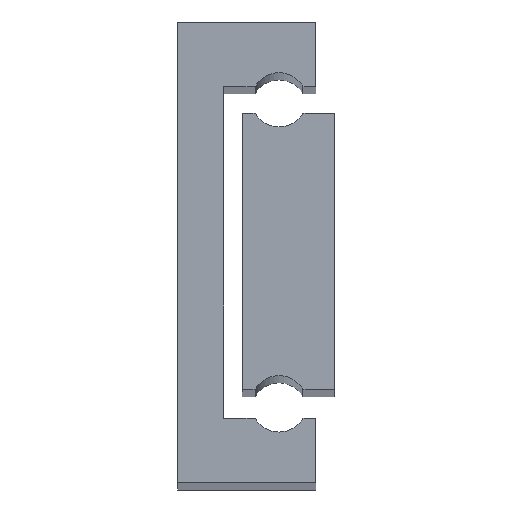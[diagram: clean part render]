
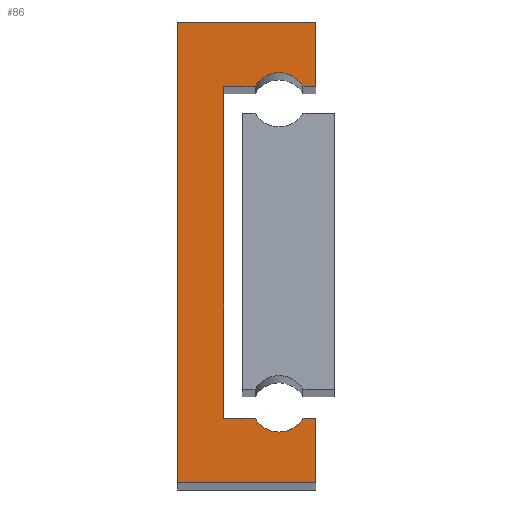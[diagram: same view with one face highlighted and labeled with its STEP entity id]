
A CAD part, top view. The second image highlights one B-rep face of the part: STEP entity #86.
In plain terms, the highlighted planar face has unit normal (0, 0, 1).
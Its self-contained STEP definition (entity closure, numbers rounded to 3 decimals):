
#14 = VECTOR ( 'NONE', #383, 1000. ) ;
#15 = CARTESIAN_POINT ( 'NONE',  ( 0., 50., 225. ) ) ;
#41 = EDGE_CURVE ( 'NONE', #217, #423, #226, .T. ) ;
#77 = VERTEX_POINT ( 'NONE', #1681 ) ;
#80 = DIRECTION ( 'NONE',  ( 0., -1., 0. ) ) ;
#81 = VERTEX_POINT ( 'NONE', #1243 ) ;
#82 = DIRECTION ( 'NONE',  ( -1., 0., 0. ) ) ;
#86 = ADVANCED_FACE ( 'NONE', ( #110 ), #1120, .F. ) ;
#89 = LINE ( 'NONE', #504, #1129 ) ;
#91 = ORIENTED_EDGE ( 'NONE', *, *, #841, .T. ) ;
#95 = VECTOR ( 'NONE', #1748, 1000. ) ;
#110 = FACE_OUTER_BOUND ( 'NONE', #1367, .T. ) ;
#144 = CARTESIAN_POINT ( 'NONE',  ( 15., 7., 225. ) ) ;
#159 = EDGE_CURVE ( 'NONE', #423, #1398, #1136, .T. ) ;
#163 = VERTEX_POINT ( 'NONE', #1666 ) ;
#188 = CARTESIAN_POINT ( 'NONE',  ( 15., 7., 225. ) ) ;
#216 = VECTOR ( 'NONE', #1291, 1000. ) ;
#217 = VERTEX_POINT ( 'NONE', #15 ) ;
#226 = LINE ( 'NONE', #793, #893 ) ;
#237 = VERTEX_POINT ( 'NONE', #144 ) ;
#250 = VECTOR ( 'NONE', #1634, 1000. ) ;
#266 = EDGE_CURVE ( 'NONE', #1315, #81, #292, .T. ) ;
#292 = LINE ( 'NONE', #1156, #802 ) ;
#299 = DIRECTION ( 'NONE',  ( 1., 0., 0. ) ) ;
#307 = CARTESIAN_POINT ( 'NONE',  ( 13.598, 7., 225. ) ) ;
#310 = CARTESIAN_POINT ( 'NONE',  ( 11., 8.5, 225. ) ) ;
#356 = AXIS2_PLACEMENT_3D ( 'NONE', #554, #1271, #1562 ) ;
#383 = DIRECTION ( 'NONE',  ( 0., 1., 0. ) ) ;
#387 = VECTOR ( 'NONE', #437, 1000. ) ;
#403 = EDGE_CURVE ( 'NONE', #1040, #1518, #89, .T. ) ;
#423 = VERTEX_POINT ( 'NONE', #1036 ) ;
#430 = LINE ( 'NONE', #664, #14 ) ;
#437 = DIRECTION ( 'NONE',  ( 0., 1., 0. ) ) ;
#486 = ORIENTED_EDGE ( 'NONE', *, *, #159, .T. ) ;
#499 = CARTESIAN_POINT ( 'NONE',  ( 5., 43., 225. ) ) ;
#504 = CARTESIAN_POINT ( 'NONE',  ( 8.402, 7., 225. ) ) ;
#512 = LINE ( 'NONE', #786, #95 ) ;
#554 = CARTESIAN_POINT ( 'NONE',  ( 11., 41.5, 225. ) ) ;
#587 = CARTESIAN_POINT ( 'NONE',  ( 8.402, 7., 225. ) ) ;
#599 = LINE ( 'NONE', #1707, #387 ) ;
#629 = VECTOR ( 'NONE', #1731, 1000. ) ;
#664 = CARTESIAN_POINT ( 'NONE',  ( 15., 0., 225. ) ) ;
#671 = EDGE_CURVE ( 'NONE', #77, #163, #599, .T. ) ;
#673 = CARTESIAN_POINT ( 'NONE',  ( 0., 0., 225. ) ) ;
#674 = ORIENTED_EDGE ( 'NONE', *, *, #1419, .T. ) ;
#710 = ORIENTED_EDGE ( 'NONE', *, *, #1145, .T. ) ;
#712 = CARTESIAN_POINT ( 'NONE',  ( 0., 50., 225. ) ) ;
#718 = LINE ( 'NONE', #804, #216 ) ;
#722 = DIRECTION ( 'NONE',  ( 0., 0., -1. ) ) ;
#786 = CARTESIAN_POINT ( 'NONE',  ( 15., 43., 225. ) ) ;
#793 = CARTESIAN_POINT ( 'NONE',  ( 0., 0., 225. ) ) ;
#802 = VECTOR ( 'NONE', #299, 1000. ) ;
#804 = CARTESIAN_POINT ( 'NONE',  ( 5., 7., 225. ) ) ;
#814 = CIRCLE ( 'NONE', #1294, 3. ) ;
#824 = EDGE_CURVE ( 'NONE', #237, #1566, #1065, .T. ) ;
#841 = EDGE_CURVE ( 'NONE', #1503, #77, #512, .T. ) ;
#893 = VECTOR ( 'NONE', #80, 1000. ) ;
#901 = CARTESIAN_POINT ( 'NONE',  ( 13.598, 43., 225. ) ) ;
#931 = CIRCLE ( 'NONE', #1795, 3. ) ;
#937 = ORIENTED_EDGE ( 'NONE', *, *, #1337, .T. ) ;
#1032 = EDGE_CURVE ( 'NONE', #163, #217, #1152, .T. ) ;
#1036 = CARTESIAN_POINT ( 'NONE',  ( 0., 0., 225. ) ) ;
#1040 = VERTEX_POINT ( 'NONE', #587 ) ;
#1065 = LINE ( 'NONE', #188, #250 ) ;
#1072 = VECTOR ( 'NONE', #1700, 1000. ) ;
#1120 = PLANE ( 'NONE',  #356 ) ;
#1129 = VECTOR ( 'NONE', #1229, 1000. ) ;
#1136 = LINE ( 'NONE', #673, #1072 ) ;
#1145 = EDGE_CURVE ( 'NONE', #1566, #1040, #814, .T. ) ;
#1152 = LINE ( 'NONE', #712, #629 ) ;
#1156 = CARTESIAN_POINT ( 'NONE',  ( 8.402, 43., 225. ) ) ;
#1181 = ORIENTED_EDGE ( 'NONE', *, *, #1334, .T. ) ;
#1203 = ORIENTED_EDGE ( 'NONE', *, *, #824, .T. ) ;
#1225 = DIRECTION ( 'NONE',  ( 0., 0., -1. ) ) ;
#1229 = DIRECTION ( 'NONE',  ( -1., 0., 0. ) ) ;
#1243 = CARTESIAN_POINT ( 'NONE',  ( 8.402, 43., 225. ) ) ;
#1268 = ORIENTED_EDGE ( 'NONE', *, *, #403, .T. ) ;
#1271 = DIRECTION ( 'NONE',  ( 0., 0., -1. ) ) ;
#1291 = DIRECTION ( 'NONE',  ( 0., 1., 0. ) ) ;
#1294 = AXIS2_PLACEMENT_3D ( 'NONE', #310, #722, #1297 ) ;
#1297 = DIRECTION ( 'NONE',  ( 1., 0., 0. ) ) ;
#1298 = ORIENTED_EDGE ( 'NONE', *, *, #1032, .T. ) ;
#1315 = VERTEX_POINT ( 'NONE', #499 ) ;
#1319 = ORIENTED_EDGE ( 'NONE', *, *, #266, .T. ) ;
#1334 = EDGE_CURVE ( 'NONE', #1518, #1315, #718, .T. ) ;
#1337 = EDGE_CURVE ( 'NONE', #81, #1503, #931, .T. ) ;
#1367 = EDGE_LOOP ( 'NONE', ( #1814, #486, #674, #1203, #710, #1268, #1181, #1319, #937, #91, #1444, #1298 ) ) ;
#1398 = VERTEX_POINT ( 'NONE', #1421 ) ;
#1419 = EDGE_CURVE ( 'NONE', #1398, #237, #430, .T. ) ;
#1421 = CARTESIAN_POINT ( 'NONE',  ( 15., 0., 225. ) ) ;
#1444 = ORIENTED_EDGE ( 'NONE', *, *, #671, .T. ) ;
#1503 = VERTEX_POINT ( 'NONE', #901 ) ;
#1518 = VERTEX_POINT ( 'NONE', #1721 ) ;
#1562 = DIRECTION ( 'NONE',  ( -1., 0., 0. ) ) ;
#1566 = VERTEX_POINT ( 'NONE', #307 ) ;
#1634 = DIRECTION ( 'NONE',  ( -1., 0., 0. ) ) ;
#1643 = CARTESIAN_POINT ( 'NONE',  ( 11., 41.5, 225. ) ) ;
#1666 = CARTESIAN_POINT ( 'NONE',  ( 15., 50., 225. ) ) ;
#1681 = CARTESIAN_POINT ( 'NONE',  ( 15., 43., 225. ) ) ;
#1700 = DIRECTION ( 'NONE',  ( 1., 0., 0. ) ) ;
#1707 = CARTESIAN_POINT ( 'NONE',  ( 15., 50., 225. ) ) ;
#1721 = CARTESIAN_POINT ( 'NONE',  ( 5., 7., 225. ) ) ;
#1731 = DIRECTION ( 'NONE',  ( -1., 0., 0. ) ) ;
#1748 = DIRECTION ( 'NONE',  ( 1., 0., 0. ) ) ;
#1795 = AXIS2_PLACEMENT_3D ( 'NONE', #1643, #1225, #82 ) ;
#1814 = ORIENTED_EDGE ( 'NONE', *, *, #41, .T. ) ;
